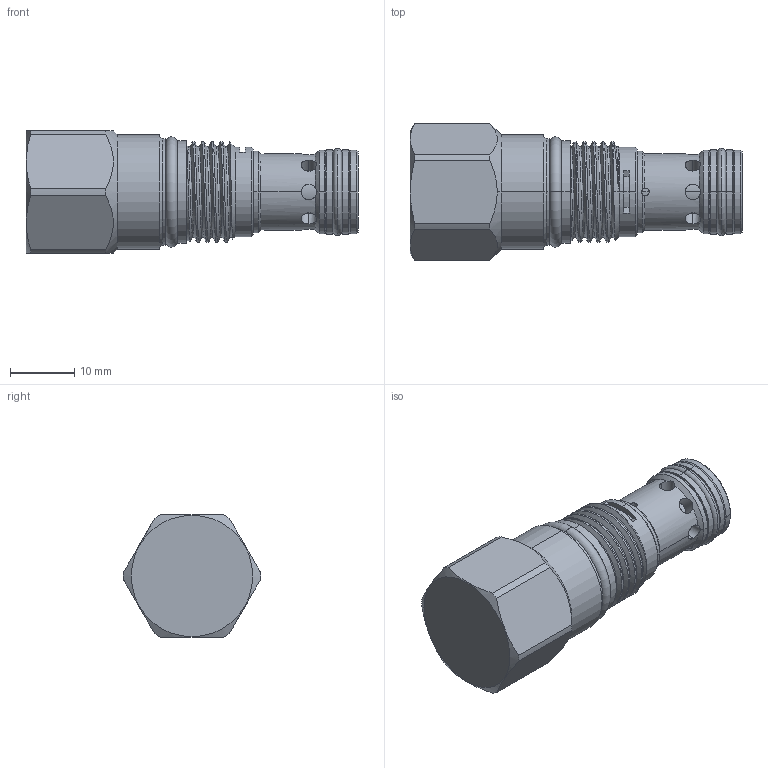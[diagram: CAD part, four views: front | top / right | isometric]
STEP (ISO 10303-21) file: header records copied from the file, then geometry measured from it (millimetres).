
FILE_DESCRIPTION (( 'STEP AP203' ), '1' );
FILE_NAME ('CV162A20-N.STEP', '2020-03-03T00:25:04', ( '' ), ( '' ), 'SwSTEP 2.0', 'SolidWorks 2018', '' );
FILE_SCHEMA (( 'CONFIG_CONTROL_DESIGN' ));
Length unit declared in the file: millimetre
Products named in the file (1): CV162A20-N
Bounding box: 51.7 x 21.4 x 19.05 mm (x, y, z)
Volume: 10405.5 mm3; surface area: 4469.9 mm2
Topology: 4 solids, 4 shells, 154 faces, 375 edges, 238 vertices
Faces by surface type: cylinder 87, plane 25, cone 21, torus 16, bspline 3, sphere 2
Entity records: 6588 total; most frequent: CARTESIAN_POINT 3012, ORIENTED_EDGE 750, DIRECTION 718, EDGE_CURVE 375, AXIS2_PLACEMENT_3D 308, VERTEX_POINT 238, EDGE_LOOP 169, CIRCLE 156
